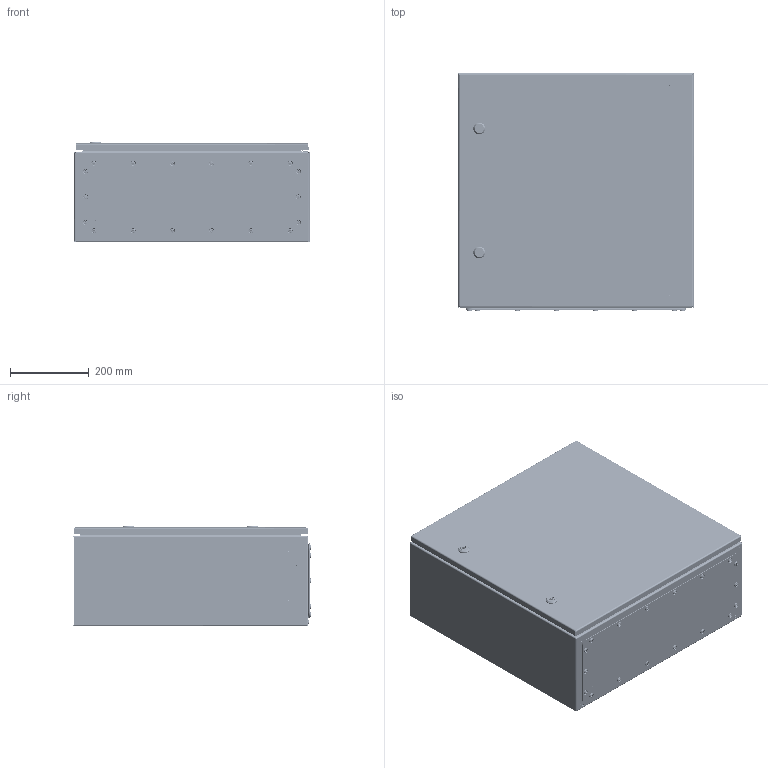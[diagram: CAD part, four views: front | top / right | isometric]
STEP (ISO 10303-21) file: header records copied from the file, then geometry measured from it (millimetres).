
FILE_DESCRIPTION (( 'STEP AP203' ), '1' );
FILE_NAME ('U3010060602 Êîðïóñ UC2M 60.60.25 IP66 (752.000.301).STEP', '2022-04-29T08:46:45', ( '' ), ( '' ), 'SwSTEP 2.0', 'SolidWorks 2017', '' );
FILE_SCHEMA (( 'CONFIG_CONTROL_DESIGN' ));
Length unit declared in the file: millimetre
Products named in the file (38): Øïèëüêà ðåçüáîâàÿ Ì6_Œ6å12; 鎔艜_17473_M6x12; 嵑殧趌11371_8; Øàéáà íåéëîí Ø028_Œ5; Øïèëüêà ðåçüáîâàÿ Ì6_Œ8å30; 056-273 椯鴀殣罻 UC2_10 (60.60.25); 008-400 Ñòåíêà ïðîôèëüíàÿ UC2_10 (60.60.25); 000.113.105 忺謤僔 UC2_10 (60.60.25); 蹴濋趌5915_M5; 扻豵鵨_п-1; Ïåòëÿ 4-119 Dirak_00; 019-99 Ïëàíêà z-îáðàçíàÿ_01 (60); 蹴濋趌5915_M8; Óïëîòíèòåëü ÏÏÓ äâåðêè UC2_22 (60.60); Óïëîòíèòåëü ÏÏÓ êðûøêè UC2Ì_20 (60.25); Âòóëêà ïåòëè 4-119 Dirak; ч蜱齁罻 ST-6; 010-326 Ïàíåëü ìîíòàæíàÿ UC2_09 (60.60); Ñòîïîðíàÿ âòóëêà ïåòëè 4-119 Dirak; 003-393 Ñòåíêà íèæíÿÿ UC2_05 (00.60); ч蜱齁罻 ST-9; 000.241.258 署赅 UC2_02 (60.25); U3010060602 扻豵鵨 UC2M 60.60.25 IP66 (752.000.301); Øòèôò ïåòëè 4-119 Dirak; 000.207.186 攜歑罻 UC2_03 (60.60); 000.241.259 署赅 UC2_02 (60.25); 嵑殧趌11371_6; Øïèëüêà çàçåìëåíèÿ CKF CS_Œ6å16; 椻壚樇襝鴀 Mesan 33; 040-116 Âèíò ñïåöèàëüíûé ST 4,8x9; Îñíîâàíèå ïåòëè 4-119 Dirak; ﾇ瑟鶴 Mesan 060-1-1-13-33_00; 000.210.363 Îñíîâàíèå äâåðêè UC2_03 (60.60); 嵑殧趌11371_5; 027-189 署赅 UC2_02 (60.25); 嵑殧趌6402_8; Øàéáà íåéëîí Ø028_Œ6; 012-1795 眈翴錪 鳱歑膱 UC2_03 (60.60)
Assembly tree (124 placements, depth 4):
  U3010060602 扻豵鵨 UC2M 60.60.25 IP66 (752.000.301)
    000.113.105 忺謤僔 UC2_10 (60.60.25)
      008-400 Ñòåíêà ïðîôèëüíàÿ UC2_10 (60.60.25)
      003-393 Ñòåíêà íèæíÿÿ UC2_05 (00.60)
      Øïèëüêà ðåçüáîâàÿ Ì6_Œ8å30  x4
      Øïèëüêà ðåçüáîâàÿ Ì6_Œ6å12  x8
      Øïèëüêà çàçåìëåíèÿ CKF CS_Œ6å16  x2
    000.207.186 攜歑罻 UC2_03 (60.60)
      000.210.363 Îñíîâàíèå äâåðêè UC2_03 (60.60)
        012-1795 眈翴錪 鳱歑膱 UC2_03 (60.60)
        019-99 Ïëàíêà z-îáðàçíàÿ_01 (60)  x2
        Âòóëêà ïåòëè 4-119 Dirak  x2
        Øïèëüêà çàçåìëåíèÿ CKF CS_Œ6å16  x2
      Óïëîòíèòåëü ÏÏÓ äâåðêè UC2_22 (60.60)
      ﾇ瑟鶴 Mesan 060-1-1-13-33_00  x2
        扻豵鵨_п-1
        椻壚樇襝鴀 Mesan 33
        嵑殧趌11371_6
        鎔艜_17473_M6x12
    Ïåòëÿ 4-119 Dirak_00  x2
      Âòóëêà ïåòëè 4-119 Dirak
      Øòèôò ïåòëè 4-119 Dirak
      Îñíîâàíèå ïåòëè 4-119 Dirak
      Ñòîïîðíàÿ âòóëêà ïåòëè 4-119 Dirak
    嵑殧趌11371_5  x4
    Øàéáà íåéëîí Ø028_Œ5  x4
    蹴濋趌5915_M5  x4
    ч蜱齁罻 ST-6  x6
    ч蜱齁罻 ST-9  x4
    010-326 Ïàíåëü ìîíòàæíàÿ UC2_09 (60.60)
    蹴濋趌5915_M8  x12
    嵑殧趌11371_8  x4
    嵑殧趌6402_8  x4
    000.241.258 署赅 UC2_02 (60.25)
      000.241.259 署赅 UC2_02 (60.25)
        027-189 署赅 UC2_02 (60.25)
        Øïèëüêà çàçåìëåíèÿ CKF CS_Œ6å16
      Óïëîòíèòåëü ÏÏÓ êðûøêè UC2Ì_20 (60.25)
    040-116 Âèíò ñïåöèàëüíûé ST 4,8x9  x18
    Øàéáà íåéëîí Ø028_Œ6  x18
    056-273 椯鴀殣罻 UC2_10 (60.60.25)
Bounding box: 600.6 x 607.22 x 257.25 mm (x, y, z)
Volume: 2989763.3 mm3; surface area: 3665832.8 mm2
Topology: 123 solids, 125 shells, 5663 faces, 13225 edges, 7972 vertices
Faces by surface type: plane 1846, cylinder 1590, bspline 1291, cone 366, sphere 312, torus 258
Entity records: 111547 total; most frequent: CARTESIAN_POINT 51276, ORIENTED_EDGE 11920, DIRECTION 9405, EDGE_CURVE 5960, VERTEX_POINT 3834, LINE 3453, VECTOR 3453, AXIS2_PLACEMENT_3D 2976
